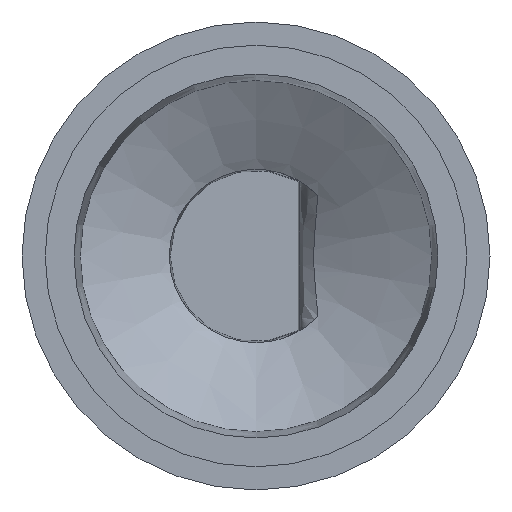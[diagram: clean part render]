
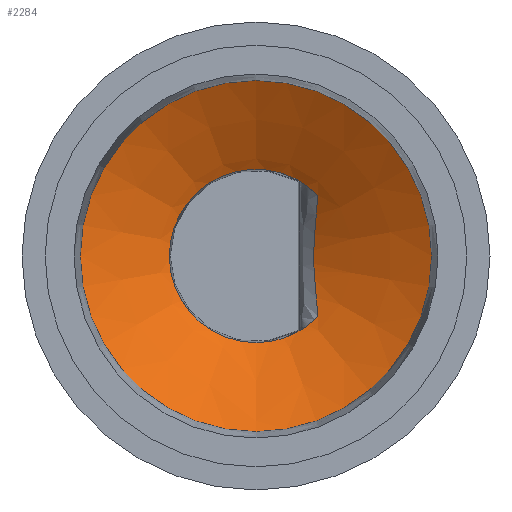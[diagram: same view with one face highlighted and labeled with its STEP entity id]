
A CAD part, front view. The second image highlights one B-rep face of the part: STEP entity #2284.
In plain terms, the highlighted conical face has half-angle 60 degrees and reference radius 4.541 mm.
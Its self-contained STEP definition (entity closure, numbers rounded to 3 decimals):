
#43=CONICAL_SURFACE('',#2508,4.541,1.047);
#120=B_SPLINE_CURVE_WITH_KNOTS('',3,(#4493,#4494,#4495,#4496,#4497,#4498,
#4499),.UNSPECIFIED.,.F.,.F.,(4,1,1,1,4),(0.518,0.651,
0.731,0.892,1.025),.UNSPECIFIED.);
#519=FACE_OUTER_BOUND('',#640,.T.);
#640=EDGE_LOOP('',(#2092,#2093,#2094,#2095,#2096,#2097));
#717=LINE('',#4525,#793);
#793=VECTOR('',#2981,4.541);
#883=CIRCLE('',#2509,3.);
#884=CIRCLE('',#2510,3.);
#885=CIRCLE('',#2511,6.081);
#1105=VERTEX_POINT('',#4479);
#1106=VERTEX_POINT('',#4492);
#1108=VERTEX_POINT('',#4521);
#1109=VERTEX_POINT('',#4524);
#1440=EDGE_CURVE('',#1105,#1106,#120,.T.);
#1443=EDGE_CURVE('',#1106,#1108,#883,.T.);
#1444=EDGE_CURVE('',#1108,#1105,#884,.T.);
#1445=EDGE_CURVE('',#1108,#1109,#717,.T.);
#1446=EDGE_CURVE('',#1109,#1109,#885,.T.);
#2092=ORIENTED_EDGE('',*,*,#1443,.F.);
#2093=ORIENTED_EDGE('',*,*,#1440,.F.);
#2094=ORIENTED_EDGE('',*,*,#1444,.F.);
#2095=ORIENTED_EDGE('',*,*,#1445,.T.);
#2096=ORIENTED_EDGE('',*,*,#1446,.T.);
#2097=ORIENTED_EDGE('',*,*,#1445,.F.);
#2284=ADVANCED_FACE('',(#519),#43,.F.);
#2508=AXIS2_PLACEMENT_3D('',#4520,#2975,#2976);
#2509=AXIS2_PLACEMENT_3D('',#4522,#2977,#2978);
#2510=AXIS2_PLACEMENT_3D('',#4523,#2979,#2980);
#2511=AXIS2_PLACEMENT_3D('',#4526,#2982,#2983);
#2975=DIRECTION('center_axis',(0.,-1.,0.));
#2976=DIRECTION('ref_axis',(0.,0.,
1.));
#2977=DIRECTION('center_axis',(0.,-1.,0.));
#2978=DIRECTION('ref_axis',(0.,0.,
1.));
#2979=DIRECTION('center_axis',(0.,-1.,0.));
#2980=DIRECTION('ref_axis',(0.,0.,
1.));
#2981=DIRECTION('',(0.,-0.5,-0.866));
#2982=DIRECTION('center_axis',(0.,-1.,0.));
#2983=DIRECTION('ref_axis',(1.,0.,0.));
#4479=CARTESIAN_POINT('',(2.143,4.279,-2.099));
#4492=CARTESIAN_POINT('',(2.143,4.279,2.1));
#4493=CARTESIAN_POINT('Ctrl Pts',(2.143,4.279,-2.099));
#4494=CARTESIAN_POINT('Ctrl Pts',(2.113,4.445,-1.719));
#4495=CARTESIAN_POINT('Ctrl Pts',(2.057,4.684,-1.115));
#4496=CARTESIAN_POINT('Ctrl Pts',(1.975,4.918,-0.103));
#4497=CARTESIAN_POINT('Ctrl Pts',(2.03,4.782,0.885));
#4498=CARTESIAN_POINT('Ctrl Pts',(2.111,4.447,1.719));
#4499=CARTESIAN_POINT('Ctrl Pts',(2.143,4.279,2.1));
#4520=CARTESIAN_POINT('Origin',(0.,3.389,0.));
#4521=CARTESIAN_POINT('',(0.,4.279,-3.));
#4522=CARTESIAN_POINT('Origin',(0.,4.279,0.));
#4523=CARTESIAN_POINT('Origin',(0.,4.279,0.));
#4524=CARTESIAN_POINT('',(0.,2.5,-6.081));
#4525=CARTESIAN_POINT('',(0.,3.389,-4.541));
#4526=CARTESIAN_POINT('Origin',(0.,2.5,0.));
